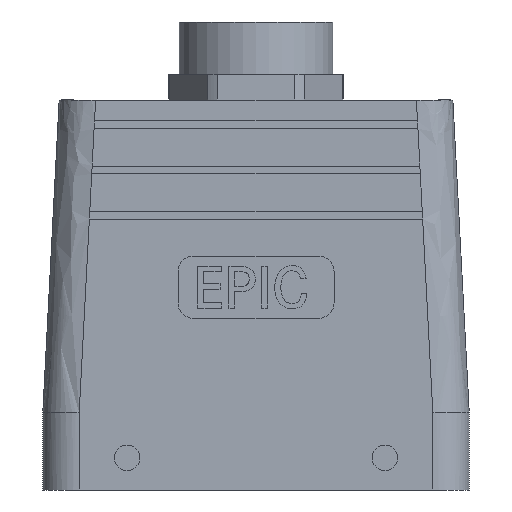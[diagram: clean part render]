
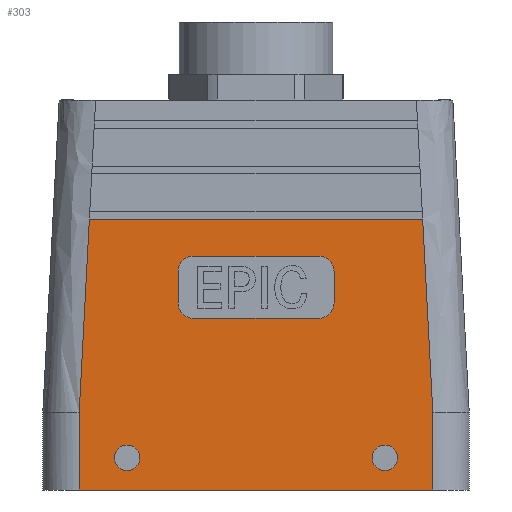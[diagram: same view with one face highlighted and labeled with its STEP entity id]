
A CAD part, left-side view. The second image highlights one B-rep face of the part: STEP entity #303.
In plain terms, the highlighted planar face has unit normal (-1, 0, 0).
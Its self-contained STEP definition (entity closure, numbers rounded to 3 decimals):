
#303 = ADVANCED_FACE( '', ( #737, #738, #739, #740 ), #741, .F. );
#737 = FACE_BOUND( '', #1352, .T. );
#738 = FACE_BOUND( '', #1353, .T. );
#739 = FACE_OUTER_BOUND( '', #1354, .T. );
#740 = FACE_BOUND( '', #1355, .T. );
#741 = PLANE( '', #1356 );
#1352 = EDGE_LOOP( '', ( #2486, #2487, #2488, #2489, #2490, #2491, #2492, #2493 ) );
#1353 = EDGE_LOOP( '', ( #2494 ) );
#1354 = EDGE_LOOP( '', ( #2495, #2496, #2497, #2498, #2499, #2500 ) );
#1355 = EDGE_LOOP( '', ( #2501 ) );
#1356 = AXIS2_PLACEMENT_3D( '', #2502, #2503, #2504 );
#2486 = ORIENTED_EDGE( '', *, *, #3866, .T. );
#2487 = ORIENTED_EDGE( '', *, *, #3694, .F. );
#2488 = ORIENTED_EDGE( '', *, *, #3867, .F. );
#2489 = ORIENTED_EDGE( '', *, *, #3868, .F. );
#2490 = ORIENTED_EDGE( '', *, *, #3869, .F. );
#2491 = ORIENTED_EDGE( '', *, *, #3870, .F. );
#2492 = ORIENTED_EDGE( '', *, *, #3871, .T. );
#2493 = ORIENTED_EDGE( '', *, *, #3619, .T. );
#2494 = ORIENTED_EDGE( '', *, *, #3818, .T. );
#2495 = ORIENTED_EDGE( '', *, *, #3828, .T. );
#2496 = ORIENTED_EDGE( '', *, *, #3872, .F. );
#2497 = ORIENTED_EDGE( '', *, *, #3873, .F. );
#2498 = ORIENTED_EDGE( '', *, *, #3639, .F. );
#2499 = ORIENTED_EDGE( '', *, *, #3874, .T. );
#2500 = ORIENTED_EDGE( '', *, *, #3875, .T. );
#2501 = ORIENTED_EDGE( '', *, *, #3821, .F. );
#2502 = CARTESIAN_POINT( '', ( -28., 41., 0. ) );
#2503 = DIRECTION( '', ( 1., 0., 0. ) );
#2504 = DIRECTION( '', ( 0., 0., -1. ) );
#3619 = EDGE_CURVE( '', #4222, #4223, #4224, .T. );
#3639 = EDGE_CURVE( '', #4258, #4259, #4260, .T. );
#3694 = EDGE_CURVE( '', #4357, #4358, #4359, .T. );
#3818 = EDGE_CURVE( '', #4559, #4559, #4560, .T. );
#3821 = EDGE_CURVE( '', #4564, #4564, #4565, .T. );
#3828 = EDGE_CURVE( '', #4575, #4573, #4576, .T. );
#3866 = EDGE_CURVE( '', #4223, #4358, #4639, .F. );
#3867 = EDGE_CURVE( '', #4640, #4357, #4641, .F. );
#3868 = EDGE_CURVE( '', #4642, #4640, #4643, .T. );
#3869 = EDGE_CURVE( '', #4644, #4642, #4645, .F. );
#3870 = EDGE_CURVE( '', #4646, #4644, #4647, .T. );
#3871 = EDGE_CURVE( '', #4646, #4222, #4648, .F. );
#3872 = EDGE_CURVE( '', #4649, #4573, #4650, .F. );
#3873 = EDGE_CURVE( '', #4259, #4649, #4651, .T. );
#3874 = EDGE_CURVE( '', #4258, #4652, #4653, .T. );
#3875 = EDGE_CURVE( '', #4652, #4575, #4654, .F. );
#4222 = VERTEX_POINT( '', #5150 );
#4223 = VERTEX_POINT( '', #5151 );
#4224 = LINE( '', #5152, #5153 );
#4258 = VERTEX_POINT( '', #5206 );
#4259 = VERTEX_POINT( '', #5207 );
#4260 = LINE( '', #5208, #5209 );
#4357 = VERTEX_POINT( '', #5379 );
#4358 = VERTEX_POINT( '', #5380 );
#4359 = LINE( '', #5381, #5382 );
#4559 = VERTEX_POINT( '', #5684 );
#4560 = CIRCLE( '', #5685, 2.45 );
#4564 = VERTEX_POINT( '', #5689 );
#4565 = CIRCLE( '', #5690, 2.45 );
#4573 = VERTEX_POINT( '', #5700 );
#4575 = VERTEX_POINT( '', #5711 );
#4576 = LINE( '', #5712, #5713 );
#4639 = CIRCLE( '', #5807, 3. );
#4640 = VERTEX_POINT( '', #5808 );
#4641 = CIRCLE( '', #5809, 3. );
#4642 = VERTEX_POINT( '', #5810 );
#4643 = LINE( '', #5811, #5812 );
#4644 = VERTEX_POINT( '', #5813 );
#4645 = CIRCLE( '', #5814, 3. );
#4646 = VERTEX_POINT( '', #5815 );
#4647 = LINE( '', #5816, #5817 );
#4648 = CIRCLE( '', #5818, 3. );
#4649 = VERTEX_POINT( '', #5819 );
#4650 = B_SPLINE_CURVE_WITH_KNOTS( '', 3, ( #5820, #5821, #5822, #5823 ), .UNSPECIFIED., .F., .F., ( 4, 4 ), ( 0.4, 0.598 ), .UNSPECIFIED. );
#4651 = B_SPLINE_CURVE_WITH_KNOTS( '', 3, ( #5824, #5825, #5826, #5827 ), .UNSPECIFIED., .F., .F., ( 4, 4 ), ( 0.476, 0.599 ), .UNSPECIFIED. );
#4652 = VERTEX_POINT( '', #5828 );
#4653 = B_SPLINE_CURVE_WITH_KNOTS( '', 3, ( #5829, #5830, #5831, #5832 ), .UNSPECIFIED., .F., .F., ( 4, 4 ), ( 0.476, 0.599 ), .UNSPECIFIED. );
#4654 = B_SPLINE_CURVE_WITH_KNOTS( '', 3, ( #5833, #5834, #5835, #5836 ), .UNSPECIFIED., .F., .F., ( 4, 4 ), ( 0.4, 0.598 ), .UNSPECIFIED. );
#5150 = CARTESIAN_POINT( '', ( -28., -15., 42. ) );
#5151 = CARTESIAN_POINT( '', ( -28., -15., 36. ) );
#5152 = CARTESIAN_POINT( '', ( -28., -15., 0. ) );
#5153 = VECTOR( '', #6735, 1000. );
#5206 = CARTESIAN_POINT( '', ( -28., 32.046, 52.1 ) );
#5207 = CARTESIAN_POINT( '', ( -28., -32.046, 52.1 ) );
#5208 = CARTESIAN_POINT( '', ( -28., 41., 52.1 ) );
#5209 = VECTOR( '', #6745, 1000. );
#5379 = CARTESIAN_POINT( '', ( -28., 12., 33. ) );
#5380 = CARTESIAN_POINT( '', ( -28., -12., 33. ) );
#5381 = CARTESIAN_POINT( '', ( -28., 41., 33. ) );
#5382 = VECTOR( '', #6804, 1000. );
#5684 = CARTESIAN_POINT( '', ( -28., 24.8, 3.75 ) );
#5685 = AXIS2_PLACEMENT_3D( '', #6919, #6920, #6921 );
#5689 = CARTESIAN_POINT( '', ( -28., -24.8, 3.75 ) );
#5690 = AXIS2_PLACEMENT_3D( '', #6925, #6926, #6927 );
#5700 = CARTESIAN_POINT( '', ( -28., -34., 0. ) );
#5711 = CARTESIAN_POINT( '', ( -28., 34., 0. ) );
#5712 = CARTESIAN_POINT( '', ( -28., 41., 0. ) );
#5713 = VECTOR( '', #6933, 1000. );
#5807 = AXIS2_PLACEMENT_3D( '', #6995, #6996, #6997 );
#5808 = CARTESIAN_POINT( '', ( -28., 15., 36. ) );
#5809 = AXIS2_PLACEMENT_3D( '', #6998, #6999, #7000 );
#5810 = CARTESIAN_POINT( '', ( -28., 15., 42. ) );
#5811 = CARTESIAN_POINT( '', ( -28., 15., 0. ) );
#5812 = VECTOR( '', #7001, 1000. );
#5813 = CARTESIAN_POINT( '', ( -28., 12., 45. ) );
#5814 = AXIS2_PLACEMENT_3D( '', #7002, #7003, #7004 );
#5815 = CARTESIAN_POINT( '', ( -28., -12., 45. ) );
#5816 = CARTESIAN_POINT( '', ( -28., 41., 45. ) );
#5817 = VECTOR( '', #7005, 1000. );
#5818 = AXIS2_PLACEMENT_3D( '', #7006, #7007, #7008 );
#5819 = CARTESIAN_POINT( '', ( -28., -34., 14.817 ) );
#5820 = CARTESIAN_POINT( '', ( -28., -34., 0. ) );
#5821 = CARTESIAN_POINT( '', ( -28., -34., 4.939 ) );
#5822 = CARTESIAN_POINT( '', ( -28., -34., 9.878 ) );
#5823 = CARTESIAN_POINT( '', ( -28., -34., 14.817 ) );
#5824 = CARTESIAN_POINT( '', ( -28., -32.046, 52.1 ) );
#5825 = CARTESIAN_POINT( '', ( -28., -32.697, 39.672 ) );
#5826 = CARTESIAN_POINT( '', ( -28., -33.349, 27.244 ) );
#5827 = CARTESIAN_POINT( '', ( -28., -34., 14.817 ) );
#5828 = CARTESIAN_POINT( '', ( -28., 34., 14.817 ) );
#5829 = CARTESIAN_POINT( '', ( -28., 32.046, 52.1 ) );
#5830 = CARTESIAN_POINT( '', ( -28., 32.697, 39.672 ) );
#5831 = CARTESIAN_POINT( '', ( -28., 33.349, 27.244 ) );
#5832 = CARTESIAN_POINT( '', ( -28., 34., 14.817 ) );
#5833 = CARTESIAN_POINT( '', ( -28., 34., 0. ) );
#5834 = CARTESIAN_POINT( '', ( -28., 34., 4.939 ) );
#5835 = CARTESIAN_POINT( '', ( -28., 34., 9.878 ) );
#5836 = CARTESIAN_POINT( '', ( -28., 34., 14.817 ) );
#6735 = DIRECTION( '', ( 0., 0., -1. ) );
#6745 = DIRECTION( '', ( 0., -1., 0. ) );
#6804 = DIRECTION( '', ( 0., -1., 0. ) );
#6919 = CARTESIAN_POINT( '', ( -28., 24.8, 6.2 ) );
#6920 = DIRECTION( '', ( 1., 0., 0. ) );
#6921 = DIRECTION( '', ( 0., 0., -1. ) );
#6925 = CARTESIAN_POINT( '', ( -28., -24.8, 6.2 ) );
#6926 = DIRECTION( '', ( -1., 0., 0. ) );
#6927 = DIRECTION( '', ( 0., 0., -1. ) );
#6933 = DIRECTION( '', ( 0., -1., 0. ) );
#6995 = CARTESIAN_POINT( '', ( -28., -12., 36. ) );
#6996 = DIRECTION( '', ( -1., 0., 0. ) );
#6997 = DIRECTION( '', ( 0., 0., -1. ) );
#6998 = CARTESIAN_POINT( '', ( -28., 12., 36. ) );
#6999 = DIRECTION( '', ( 1., 0., 0. ) );
#7000 = DIRECTION( '', ( 0., 0., -1. ) );
#7001 = DIRECTION( '', ( 0., 0., -1. ) );
#7002 = CARTESIAN_POINT( '', ( -28., 12., 42. ) );
#7003 = DIRECTION( '', ( 1., 0., 0. ) );
#7004 = DIRECTION( '', ( 0., 0., -1. ) );
#7005 = DIRECTION( '', ( 0., 1., 0. ) );
#7006 = CARTESIAN_POINT( '', ( -28., -12., 42. ) );
#7007 = DIRECTION( '', ( -1., 0., 0. ) );
#7008 = DIRECTION( '', ( 0., 0., -1. ) );
